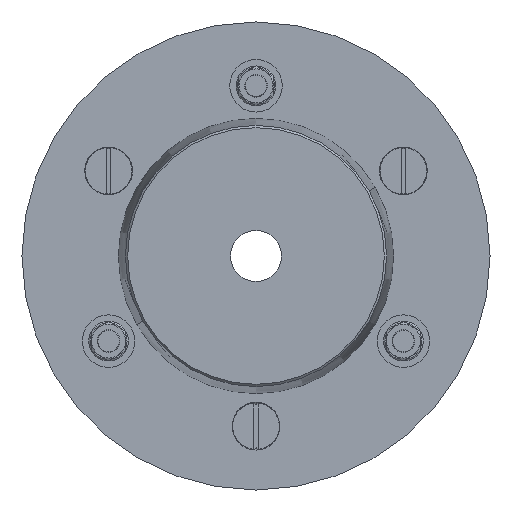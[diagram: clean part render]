
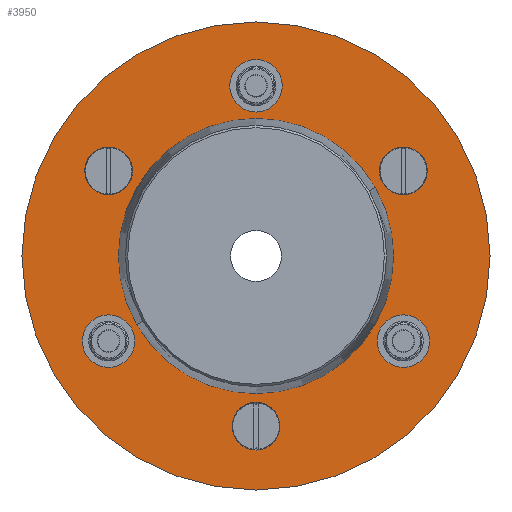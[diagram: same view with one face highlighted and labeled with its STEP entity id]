
A CAD part, front view. The second image highlights one B-rep face of the part: STEP entity #3950.
In plain terms, the highlighted planar face has unit normal (0, -1, 0).
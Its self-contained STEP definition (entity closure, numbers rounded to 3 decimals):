
#3429=CARTESIAN_POINT('Vertex',(-82.5,-120.,142.894)) ;
#3434=CARTESIAN_POINT('Axis2P3D Location',(0.,-120.,0.)) ;
#3438=CARTESIAN_POINT('Vertex',(82.5,-120.,-142.894)) ;
#3460=CARTESIAN_POINT('Axis2P3D Location',(0.,-120.,0.)) ;
#3495=CARTESIAN_POINT('Vertex',(-9.25,-120.,136.021)) ;
#3498=CARTESIAN_POINT('Axis2P3D Location',(0.,-120.,120.)) ;
#3502=CARTESIAN_POINT('Vertex',(9.25,-120.,103.979)) ;
#3522=CARTESIAN_POINT('Axis2P3D Location',(0.,-120.,120.)) ;
#3600=CARTESIAN_POINT('Vertex',(-113.173,-120.,-76.021)) ;
#3603=CARTESIAN_POINT('Axis2P3D Location',(-103.923,-120.,-60.)) ;
#3607=CARTESIAN_POINT('Vertex',(-94.673,-120.,-43.979)) ;
#3627=CARTESIAN_POINT('Axis2P3D Location',(-103.923,-120.,-60.)) ;
#3705=CARTESIAN_POINT('Vertex',(122.423,-120.,-60.)) ;
#3708=CARTESIAN_POINT('Axis2P3D Location',(103.923,-120.,-60.)) ;
#3712=CARTESIAN_POINT('Vertex',(85.423,-120.,-60.)) ;
#3732=CARTESIAN_POINT('Axis2P3D Location',(103.923,-120.,-60.)) ;
#3857=CARTESIAN_POINT('Axis2P3D Location',(0.,-120.,0.)) ;
#3866=CARTESIAN_POINT('Axis2P3D Location',(0.,-120.,0.)) ;
#3870=CARTESIAN_POINT('Vertex',(-84.004,-120.,-48.5)) ;
#3872=CARTESIAN_POINT('Vertex',(84.004,-120.,48.5)) ;
#3875=CARTESIAN_POINT('Axis2P3D Location',(0.,-120.,0.)) ;
#3884=CARTESIAN_POINT('Axis2P3D Location',(103.923,-120.,60.)) ;
#3888=CARTESIAN_POINT('Vertex',(118.492,-120.,68.412)) ;
#3890=CARTESIAN_POINT('Vertex',(89.354,-120.,51.588)) ;
#3893=CARTESIAN_POINT('Axis2P3D Location',(103.923,-120.,60.)) ;
#3914=CARTESIAN_POINT('Axis2P3D Location',(0.,-120.,-120.)) ;
#3918=CARTESIAN_POINT('Vertex',(0.,-120.,-103.177)) ;
#3920=CARTESIAN_POINT('Vertex',(0.,-120.,-136.823)) ;
#3923=CARTESIAN_POINT('Axis2P3D Location',(0.,-120.,-120.)) ;
#3932=CARTESIAN_POINT('Axis2P3D Location',(-103.923,-120.,60.)) ;
#3936=CARTESIAN_POINT('Vertex',(-89.354,-120.,51.588)) ;
#3938=CARTESIAN_POINT('Vertex',(-118.492,-120.,68.412)) ;
#3941=CARTESIAN_POINT('Axis2P3D Location',(-103.923,-120.,60.)) ;
#3435=DIRECTION('Axis2P3D Direction',(0.,1.,0.)) ;
#3461=DIRECTION('Axis2P3D Direction',(0.,1.,0.)) ;
#3499=DIRECTION('Axis2P3D Direction',(0.,1.,0.)) ;
#3523=DIRECTION('Axis2P3D Direction',(0.,1.,0.)) ;
#3604=DIRECTION('Axis2P3D Direction',(0.,1.,0.)) ;
#3628=DIRECTION('Axis2P3D Direction',(0.,1.,0.)) ;
#3709=DIRECTION('Axis2P3D Direction',(0.,1.,0.)) ;
#3733=DIRECTION('Axis2P3D Direction',(0.,1.,0.)) ;
#3858=DIRECTION('Axis2P3D Direction',(0.,1.,0.)) ;
#3859=DIRECTION('Axis2P3D XDirection',(-0.5,0.,0.866)) ;
#3867=DIRECTION('Axis2P3D Direction',(0.,1.,0.)) ;
#3876=DIRECTION('Axis2P3D Direction',(0.,1.,0.)) ;
#3885=DIRECTION('Axis2P3D Direction',(0.,1.,0.)) ;
#3894=DIRECTION('Axis2P3D Direction',(0.,1.,0.)) ;
#3915=DIRECTION('Axis2P3D Direction',(0.,1.,0.)) ;
#3924=DIRECTION('Axis2P3D Direction',(0.,1.,0.)) ;
#3933=DIRECTION('Axis2P3D Direction',(0.,1.,0.)) ;
#3942=DIRECTION('Axis2P3D Direction',(0.,1.,0.)) ;
#3436=AXIS2_PLACEMENT_3D('Circle Axis2P3D',#3434,#3435,$) ;
#3462=AXIS2_PLACEMENT_3D('Circle Axis2P3D',#3460,#3461,$) ;
#3500=AXIS2_PLACEMENT_3D('Circle Axis2P3D',#3498,#3499,$) ;
#3524=AXIS2_PLACEMENT_3D('Circle Axis2P3D',#3522,#3523,$) ;
#3605=AXIS2_PLACEMENT_3D('Circle Axis2P3D',#3603,#3604,$) ;
#3629=AXIS2_PLACEMENT_3D('Circle Axis2P3D',#3627,#3628,$) ;
#3710=AXIS2_PLACEMENT_3D('Circle Axis2P3D',#3708,#3709,$) ;
#3734=AXIS2_PLACEMENT_3D('Circle Axis2P3D',#3732,#3733,$) ;
#3860=AXIS2_PLACEMENT_3D('Plane Axis2P3D',#3857,#3858,#3859) ;
#3868=AXIS2_PLACEMENT_3D('Circle Axis2P3D',#3866,#3867,$) ;
#3877=AXIS2_PLACEMENT_3D('Circle Axis2P3D',#3875,#3876,$) ;
#3886=AXIS2_PLACEMENT_3D('Circle Axis2P3D',#3884,#3885,$) ;
#3895=AXIS2_PLACEMENT_3D('Circle Axis2P3D',#3893,#3894,$) ;
#3916=AXIS2_PLACEMENT_3D('Circle Axis2P3D',#3914,#3915,$) ;
#3925=AXIS2_PLACEMENT_3D('Circle Axis2P3D',#3923,#3924,$) ;
#3934=AXIS2_PLACEMENT_3D('Circle Axis2P3D',#3932,#3933,$) ;
#3943=AXIS2_PLACEMENT_3D('Circle Axis2P3D',#3941,#3942,$) ;
#3437=CIRCLE('generated circle',#3436,165.) ;
#3463=CIRCLE('generated circle',#3462,165.) ;
#3501=CIRCLE('generated circle',#3500,18.5) ;
#3525=CIRCLE('generated circle',#3524,18.5) ;
#3606=CIRCLE('generated circle',#3605,18.5) ;
#3630=CIRCLE('generated circle',#3629,18.5) ;
#3711=CIRCLE('generated circle',#3710,18.5) ;
#3735=CIRCLE('generated circle',#3734,18.5) ;
#3869=CIRCLE('generated circle',#3868,97.) ;
#3878=CIRCLE('generated circle',#3877,97.) ;
#3887=CIRCLE('generated circle',#3886,16.823) ;
#3896=CIRCLE('generated circle',#3895,16.823) ;
#3917=CIRCLE('generated circle',#3916,16.823) ;
#3926=CIRCLE('generated circle',#3925,16.823) ;
#3935=CIRCLE('generated circle',#3934,16.823) ;
#3944=CIRCLE('generated circle',#3943,16.823) ;
#3861=PLANE('',#3860) ;
#3883=FACE_BOUND('',#3880,.T.) ;
#3901=FACE_BOUND('',#3898,.T.) ;
#3905=FACE_BOUND('',#3902,.T.) ;
#3909=FACE_BOUND('',#3906,.T.) ;
#3913=FACE_BOUND('',#3910,.T.) ;
#3931=FACE_BOUND('',#3928,.T.) ;
#3949=FACE_BOUND('',#3946,.T.) ;
#3440=EDGE_CURVE('',#3430,#3439,#3437,.T.) ;
#3464=EDGE_CURVE('',#3439,#3430,#3463,.T.) ;
#3504=EDGE_CURVE('',#3503,#3496,#3501,.T.) ;
#3526=EDGE_CURVE('',#3496,#3503,#3525,.T.) ;
#3609=EDGE_CURVE('',#3608,#3601,#3606,.T.) ;
#3631=EDGE_CURVE('',#3601,#3608,#3630,.T.) ;
#3714=EDGE_CURVE('',#3713,#3706,#3711,.T.) ;
#3736=EDGE_CURVE('',#3706,#3713,#3735,.T.) ;
#3874=EDGE_CURVE('',#3871,#3873,#3869,.F.) ;
#3879=EDGE_CURVE('',#3873,#3871,#3878,.F.) ;
#3892=EDGE_CURVE('',#3889,#3891,#3887,.F.) ;
#3897=EDGE_CURVE('',#3891,#3889,#3896,.F.) ;
#3922=EDGE_CURVE('',#3919,#3921,#3917,.F.) ;
#3927=EDGE_CURVE('',#3921,#3919,#3926,.F.) ;
#3940=EDGE_CURVE('',#3937,#3939,#3935,.F.) ;
#3945=EDGE_CURVE('',#3939,#3937,#3944,.F.) ;
#3863=ORIENTED_EDGE('',*,*,#3464,.F.) ;
#3864=ORIENTED_EDGE('',*,*,#3440,.F.) ;
#3881=ORIENTED_EDGE('',*,*,#3874,.F.) ;
#3882=ORIENTED_EDGE('',*,*,#3879,.F.) ;
#3899=ORIENTED_EDGE('',*,*,#3892,.F.) ;
#3900=ORIENTED_EDGE('',*,*,#3897,.F.) ;
#3903=ORIENTED_EDGE('',*,*,#3526,.T.) ;
#3904=ORIENTED_EDGE('',*,*,#3504,.T.) ;
#3907=ORIENTED_EDGE('',*,*,#3631,.T.) ;
#3908=ORIENTED_EDGE('',*,*,#3609,.T.) ;
#3911=ORIENTED_EDGE('',*,*,#3736,.T.) ;
#3912=ORIENTED_EDGE('',*,*,#3714,.T.) ;
#3929=ORIENTED_EDGE('',*,*,#3922,.F.) ;
#3930=ORIENTED_EDGE('',*,*,#3927,.F.) ;
#3947=ORIENTED_EDGE('',*,*,#3940,.F.) ;
#3948=ORIENTED_EDGE('',*,*,#3945,.F.) ;
#3862=EDGE_LOOP('',(#3863,#3864)) ;
#3880=EDGE_LOOP('',(#3881,#3882)) ;
#3898=EDGE_LOOP('',(#3899,#3900)) ;
#3902=EDGE_LOOP('',(#3903,#3904)) ;
#3906=EDGE_LOOP('',(#3907,#3908)) ;
#3910=EDGE_LOOP('',(#3911,#3912)) ;
#3928=EDGE_LOOP('',(#3929,#3930)) ;
#3946=EDGE_LOOP('',(#3947,#3948)) ;
#3430=VERTEX_POINT('',#3429) ;
#3439=VERTEX_POINT('',#3438) ;
#3496=VERTEX_POINT('',#3495) ;
#3503=VERTEX_POINT('',#3502) ;
#3601=VERTEX_POINT('',#3600) ;
#3608=VERTEX_POINT('',#3607) ;
#3706=VERTEX_POINT('',#3705) ;
#3713=VERTEX_POINT('',#3712) ;
#3871=VERTEX_POINT('',#3870) ;
#3873=VERTEX_POINT('',#3872) ;
#3889=VERTEX_POINT('',#3888) ;
#3891=VERTEX_POINT('',#3890) ;
#3919=VERTEX_POINT('',#3918) ;
#3921=VERTEX_POINT('',#3920) ;
#3937=VERTEX_POINT('',#3936) ;
#3939=VERTEX_POINT('',#3938) ;
#3950=ADVANCED_FACE('Product1.2\\Part4.2\\Corps principal',(#3865,#3883,#3901,#3905,#3909,#3913,#3931,#3949),#3861,.F.) ;
#3865=FACE_OUTER_BOUND('',#3862,.T.) ;
